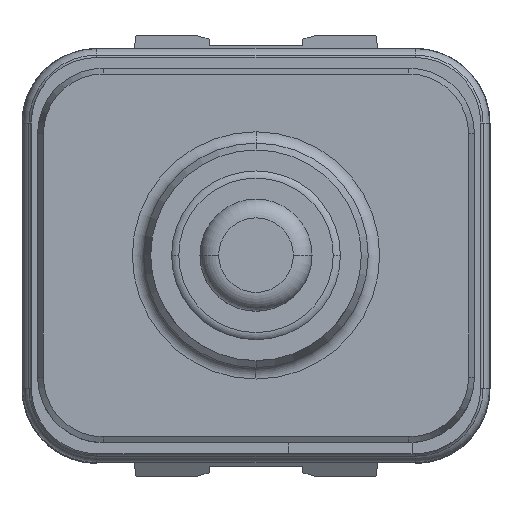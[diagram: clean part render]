
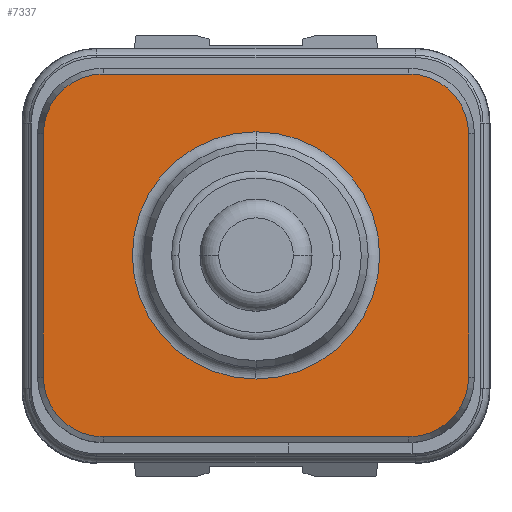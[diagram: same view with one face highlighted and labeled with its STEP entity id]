
A CAD part, top view. The second image highlights one B-rep face of the part: STEP entity #7337.
In plain terms, the highlighted planar face has unit normal (0, 0, 1).
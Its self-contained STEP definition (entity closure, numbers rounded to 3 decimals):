
#1557=CARTESIAN_POINT('',(-4.9,3.9,4.18));
#1558=DIRECTION('',(0.,0.,-1.));
#1559=DIRECTION('',(-1.,0.,0.));
#1560=AXIS2_PLACEMENT_3D('',#1557,#1558,#1559);
#1562=DIRECTION('',(1.,0.,0.));
#1563=VECTOR('',#1562,9.8);
#1564=CARTESIAN_POINT('',(-4.9,5.812,4.18));
#1565=LINE('',#1564,#1563);
#1566=CARTESIAN_POINT('',(4.9,3.9,4.18));
#1567=DIRECTION('',(0.,0.,-1.));
#1568=DIRECTION('',(0.,1.,0.));
#1569=AXIS2_PLACEMENT_3D('',#1566,#1567,#1568);
#1571=DIRECTION('',(0.,-1.,0.));
#1572=VECTOR('',#1571,7.8);
#1573=CARTESIAN_POINT('',(6.812,3.9,4.18));
#1574=LINE('',#1573,#1572);
#1575=CARTESIAN_POINT('',(4.9,-3.9,4.18));
#1576=DIRECTION('',(0.,0.,-1.));
#1577=DIRECTION('',(1.,0.,0.));
#1578=AXIS2_PLACEMENT_3D('',#1575,#1576,#1577);
#1580=DIRECTION('',(-1.,0.,0.));
#1581=VECTOR('',#1580,9.8);
#1582=CARTESIAN_POINT('',(4.9,-5.812,4.18));
#1583=LINE('',#1582,#1581);
#1584=CARTESIAN_POINT('',(-4.9,-3.9,4.18));
#1585=DIRECTION('',(0.,0.,-1.));
#1586=DIRECTION('',(0.,-1.,0.));
#1587=AXIS2_PLACEMENT_3D('',#1584,#1585,#1586);
#1589=DIRECTION('',(0.,1.,0.));
#1590=VECTOR('',#1589,7.8);
#1591=CARTESIAN_POINT('',(-6.812,-3.9,
4.18));
#1592=LINE('',#1591,#1590);
#1593=CARTESIAN_POINT('',(0.,0.,4.18));
#1594=DIRECTION('',(0.,0.,1.));
#1595=DIRECTION('',(0.,-1.,0.));
#1596=AXIS2_PLACEMENT_3D('',#1593,#1594,#1595);
#1598=CARTESIAN_POINT('',(0.,0.,4.18));
#1599=DIRECTION('',(0.,0.,1.));
#1600=DIRECTION('',(0.,1.,0.));
#1601=AXIS2_PLACEMENT_3D('',#1598,#1599,#1600);
#4282=CARTESIAN_POINT('',(-6.812,3.9,4.18));
#4283=CARTESIAN_POINT('',(-4.9,5.812,4.18));
#4284=VERTEX_POINT('',#4282);
#4285=VERTEX_POINT('',#4283);
#4288=CARTESIAN_POINT('',(4.9,5.812,4.18));
#4289=VERTEX_POINT('',#4288);
#4292=CARTESIAN_POINT('',(6.812,3.9,4.18));
#4293=VERTEX_POINT('',#4292);
#4296=CARTESIAN_POINT('',(6.812,-3.9,4.18));
#4297=VERTEX_POINT('',#4296);
#4300=CARTESIAN_POINT('',(4.9,-5.812,4.18));
#4301=VERTEX_POINT('',#4300);
#4304=CARTESIAN_POINT('',(-4.9,-5.812,
4.18));
#4305=VERTEX_POINT('',#4304);
#4308=CARTESIAN_POINT('',(-6.812,-3.9,4.18));
#4309=VERTEX_POINT('',#4308);
#4923=CARTESIAN_POINT('',(0.,-3.963,4.18));
#4924=CARTESIAN_POINT('',(0.,3.963,4.18));
#4925=VERTEX_POINT('',#4923);
#4926=VERTEX_POINT('',#4924);
#7316=CARTESIAN_POINT('',(0.,0.,4.18));
#7317=DIRECTION('',(0.,0.,-1.));
#7318=DIRECTION('',(1.,0.,0.));
#7319=AXIS2_PLACEMENT_3D('',#7316,#7317,#7318);
#7320=PLANE('',#7319);
#7321=ORIENTED_EDGE('',*,*,#7185,.T.);
#7322=ORIENTED_EDGE('',*,*,#7226,.T.);
#7323=ORIENTED_EDGE('',*,*,#7241,.T.);
#7324=ORIENTED_EDGE('',*,*,#7282,.T.);
#7325=ORIENTED_EDGE('',*,*,#7296,.T.);
#7326=ORIENTED_EDGE('',*,*,#7113,.T.);
#7327=ORIENTED_EDGE('',*,*,#7129,.T.);
#7328=ORIENTED_EDGE('',*,*,#7170,.T.);
#7329=EDGE_LOOP('',(#7321,#7322,#7323,#7324,#7325,#7326,#7327,#7328));
#7330=FACE_OUTER_BOUND('',#7329,.F.);
#7332=ORIENTED_EDGE('',*,*,#7331,.T.);
#7334=ORIENTED_EDGE('',*,*,#7333,.T.);
#7335=EDGE_LOOP('',(#7332,#7334));
#7336=FACE_BOUND('',#7335,.F.);
#7337=ADVANCED_FACE('',(#7330,#7336),#7320,.F.);
#1561=CIRCLE('',#1560,1.912);
#1570=CIRCLE('',#1569,1.912);
#1579=CIRCLE('',#1578,1.912);
#1588=CIRCLE('',#1587,1.912);
#1597=CIRCLE('',#1596,3.963);
#1602=CIRCLE('',#1601,3.963);
#7113=EDGE_CURVE('',#4301,#4305,#1583,.T.);
#7129=EDGE_CURVE('',#4305,#4309,#1588,.T.);
#7170=EDGE_CURVE('',#4309,#4284,#1592,.T.);
#7185=EDGE_CURVE('',#4284,#4285,#1561,.T.);
#7226=EDGE_CURVE('',#4285,#4289,#1565,.T.);
#7241=EDGE_CURVE('',#4289,#4293,#1570,.T.);
#7282=EDGE_CURVE('',#4293,#4297,#1574,.T.);
#7296=EDGE_CURVE('',#4297,#4301,#1579,.T.);
#7331=EDGE_CURVE('',#4925,#4926,#1597,.T.);
#7333=EDGE_CURVE('',#4926,#4925,#1602,.T.);
